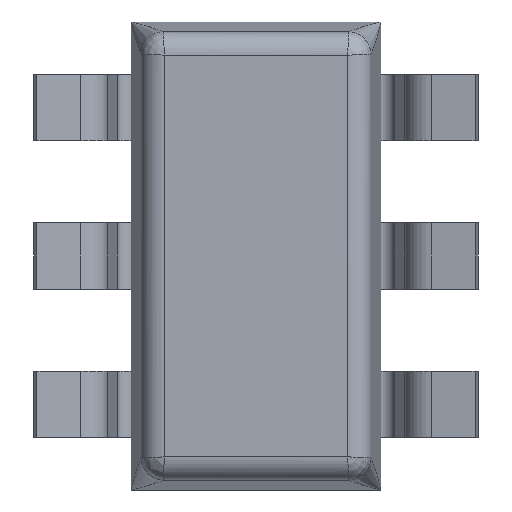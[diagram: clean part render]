
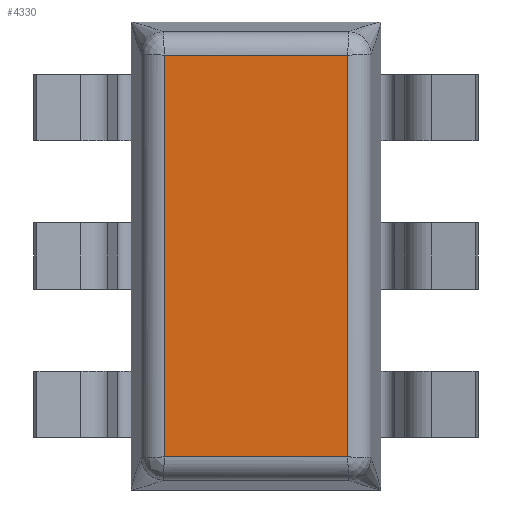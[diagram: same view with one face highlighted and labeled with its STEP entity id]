
A CAD part, front view. The second image highlights one B-rep face of the part: STEP entity #4330.
In plain terms, the highlighted planar face has unit normal (0, -1, 0).
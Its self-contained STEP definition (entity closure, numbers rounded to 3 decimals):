
#52 = CARTESIAN_POINT ( 'NONE',  ( -0.587, 0.1, -1.287 ) ) ;
#169 = FACE_OUTER_BOUND ( 'NONE', #233, .T. ) ;
#233 = EDGE_LOOP ( 'NONE', ( #3793, #2598, #4216, #1595 ) ) ;
#269 = DIRECTION ( 'NONE',  ( 0., 0., -1. ) ) ;
#276 = VECTOR ( 'NONE', #1208, 1000. ) ;
#520 = VERTEX_POINT ( 'NONE', #2339 ) ;
#609 = LINE ( 'NONE', #3346, #959 ) ;
#653 = EDGE_CURVE ( 'NONE', #520, #1776, #609, .T. ) ;
#655 = CARTESIAN_POINT ( 'NONE',  ( 0.587, 0.1, 1.271 ) ) ;
#716 = CARTESIAN_POINT ( 'NONE',  ( 0.587, 0.1, 1.287 ) ) ;
#752 = VERTEX_POINT ( 'NONE', #716 ) ;
#959 = VECTOR ( 'NONE', #269, 1000. ) ;
#1122 = VECTOR ( 'NONE', #2001, 1000. ) ;
#1208 = DIRECTION ( 'NONE',  ( -1., 0., 0. ) ) ;
#1233 = CARTESIAN_POINT ( 'NONE',  ( -0.571, 0.1, 1.287 ) ) ;
#1274 = LINE ( 'NONE', #1233, #276 ) ;
#1549 = PLANE ( 'NONE',  #2492 ) ;
#1595 = ORIENTED_EDGE ( 'NONE', *, *, #653, .T. ) ;
#1776 = VERTEX_POINT ( 'NONE', #52 ) ;
#1846 = VECTOR ( 'NONE', #4133, 1000. ) ;
#2001 = DIRECTION ( 'NONE',  ( 1., 0., 0. ) ) ;
#2322 = DIRECTION ( 'NONE',  ( 0., 0., 1. ) ) ;
#2339 = CARTESIAN_POINT ( 'NONE',  ( -0.587, 0.1, 1.287 ) ) ;
#2492 = AXIS2_PLACEMENT_3D ( 'NONE', #3604, #3013, #2322 ) ;
#2598 = ORIENTED_EDGE ( 'NONE', *, *, #3700, .T. ) ;
#2722 = LINE ( 'NONE', #655, #1846 ) ;
#3013 = DIRECTION ( 'NONE',  ( 0., 1., 0. ) ) ;
#3346 = CARTESIAN_POINT ( 'NONE',  ( -0.587, 0.1, -1.271 ) ) ;
#3370 = LINE ( 'NONE', #3660, #1122 ) ;
#3408 = EDGE_CURVE ( 'NONE', #752, #520, #1274, .T. ) ;
#3585 = VERTEX_POINT ( 'NONE', #3740 ) ;
#3604 = CARTESIAN_POINT ( 'NONE',  ( 0., 0.1, 0. ) ) ;
#3660 = CARTESIAN_POINT ( 'NONE',  ( 0.571, 0.1, -1.287 ) ) ;
#3700 = EDGE_CURVE ( 'NONE', #3585, #752, #2722, .T. ) ;
#3740 = CARTESIAN_POINT ( 'NONE',  ( 0.587, 0.1, -1.287 ) ) ;
#3793 = ORIENTED_EDGE ( 'NONE', *, *, #4400, .T. ) ;
#4133 = DIRECTION ( 'NONE',  ( 0., 0., 1. ) ) ;
#4216 = ORIENTED_EDGE ( 'NONE', *, *, #3408, .T. ) ;
#4330 = ADVANCED_FACE ( 'NONE', ( #169 ), #1549, .F. ) ;
#4400 = EDGE_CURVE ( 'NONE', #1776, #3585, #3370, .T. ) ;
